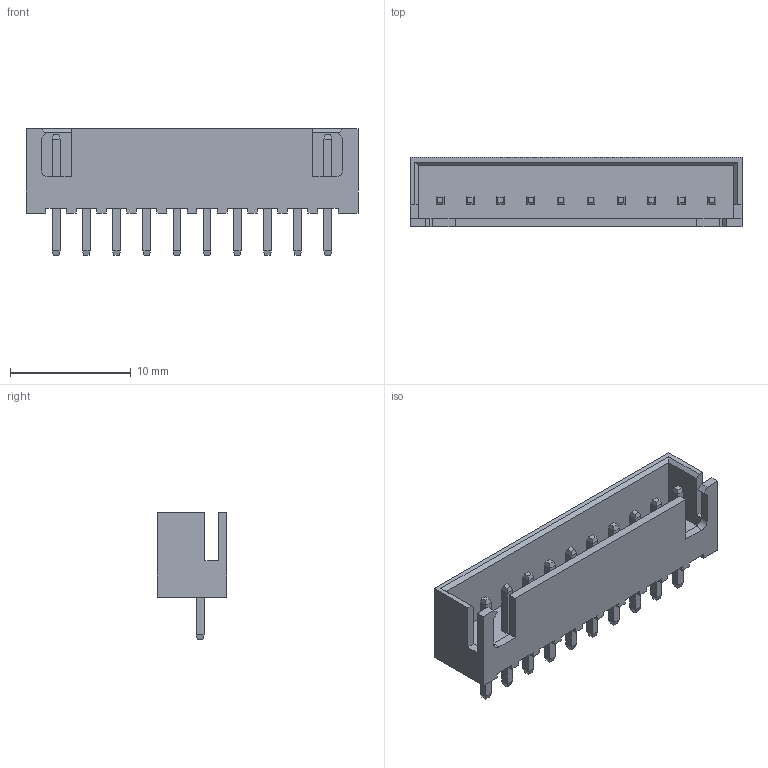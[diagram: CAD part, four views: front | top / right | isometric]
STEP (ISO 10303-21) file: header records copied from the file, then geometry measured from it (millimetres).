
FILE_DESCRIPTION (( 'STEP AP214' ), '1' );
FILE_NAME ('C1F501C6-61CF-4F1E-8E6A-D064CA180C4A.STEP', '2025-01-01T19:39:06', ( '' ), ( '' ), 'SwSTEP 2.0', 'SolidWorks 2022', '' );
FILE_SCHEMA (( 'AUTOMOTIVE_DESIGN' ));
Length unit declared in the file: millimetre
Products named in the file (1): C1F501C6-61CF-4F1E-8E6A-D064CA180C4A
Bounding box: 27.5 x 5.75 x 10.5 mm (x, y, z)
Volume: 512.3 mm3; surface area: 1287.1 mm2
Topology: 1 solids, 1 shells, 253 faces, 611 edges, 380 vertices
Faces by surface type: plane 251, cylinder 2
Entity records: 7950 total; most frequent: CARTESIAN_POINT 1245, ORIENTED_EDGE 1222, DIRECTION 1123, EDGE_CURVE 611, LINE 607, VECTOR 607, VERTEX_POINT 380, EDGE_LOOP 273
